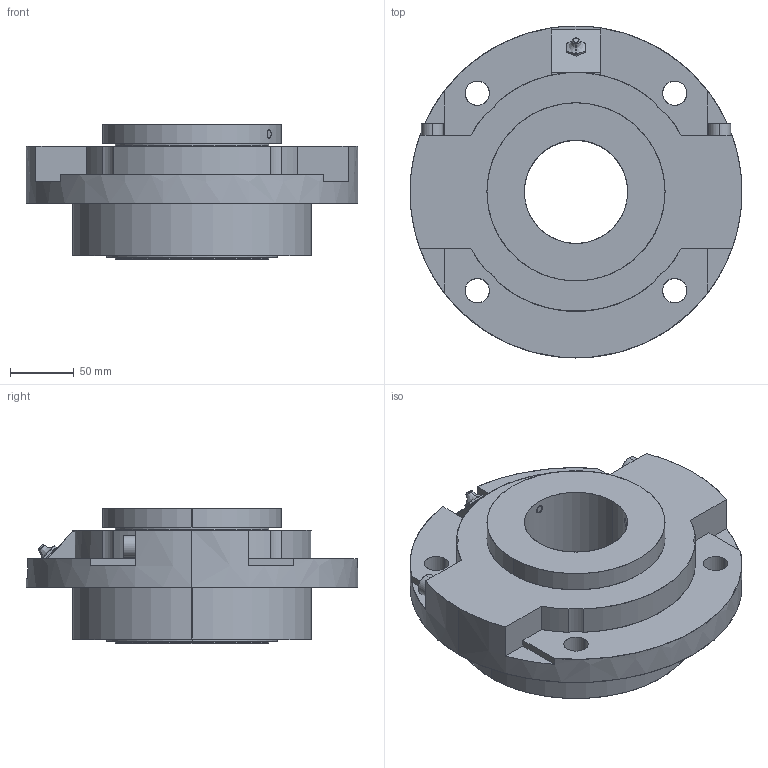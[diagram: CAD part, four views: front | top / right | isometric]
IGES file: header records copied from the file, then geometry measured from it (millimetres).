
Start section: SolidWorks IGES file using analytic representation for surfaces
Global section: file name: RFDEFAU081351566248.igs; native system: SolidWorks 2017; preprocessor: SolidWorks 2017; author: partstream; date: 170813.050203; units: millimetre
Bounding box: 260.35 x 260.35 x 106.43 mm (x, y, z)
Surface area: 210823.2 mm2 (no closed solid volume)
Topology: 0 solids, 0 shells, 110 faces, 2474 edges, 2504 vertices
Faces by surface type: bspline 55, revolution 55
